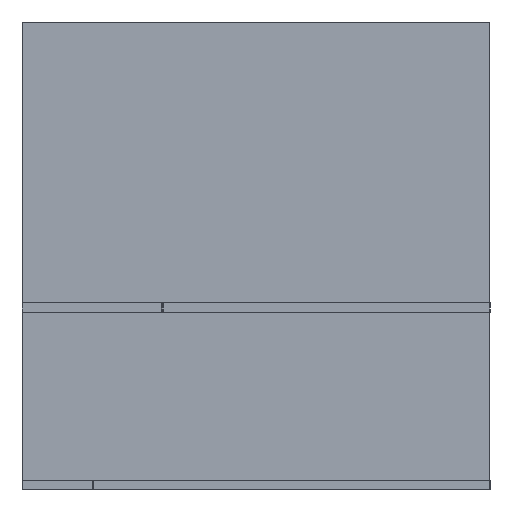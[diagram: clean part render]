
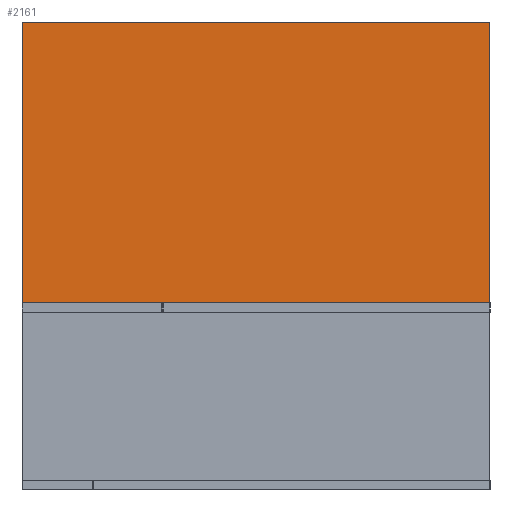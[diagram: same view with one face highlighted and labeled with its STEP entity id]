
A CAD part, left-side view. The second image highlights one B-rep face of the part: STEP entity #2161.
In plain terms, the highlighted planar face has unit normal (-1, 0, 0).
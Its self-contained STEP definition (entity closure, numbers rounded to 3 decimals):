
#359=ORIENTED_EDGE('',*,*,#833,.T.);
#360=ORIENTED_EDGE('',*,*,#834,.F.);
#361=ORIENTED_EDGE('',*,*,#835,.F.);
#362=ORIENTED_EDGE('',*,*,#836,.T.);
#833=EDGE_CURVE('',#1091,#1092,#1321,.T.);
#834=EDGE_CURVE('',#1093,#1092,#1322,.T.);
#835=EDGE_CURVE('',#1094,#1093,#1323,.T.);
#836=EDGE_CURVE('',#1094,#1091,#1324,.T.);
#1091=VERTEX_POINT('',#3634);
#1092=VERTEX_POINT('',#3635);
#1093=VERTEX_POINT('',#3637);
#1094=VERTEX_POINT('',#3639);
#1321=LINE('',#3633,#1577);
#1322=LINE('',#3636,#1578);
#1323=LINE('',#3638,#1579);
#1324=LINE('',#3640,#1580);
#1577=VECTOR('',#3006,1000.);
#1578=VECTOR('',#3007,1000.);
#1579=VECTOR('',#3008,1000.);
#1580=VECTOR('',#3009,1000.);
#1767=EDGE_LOOP('',(#359,#360,#361,#362));
#1911=FACE_BOUND('',#1767,.T.);
#2047=PLANE('',#2657);
#2161=ADVANCED_FACE('',(#1911),#2047,.F.);
#2657=AXIS2_PLACEMENT_3D('',#3632,#3004,#3005);
#3004=DIRECTION('',(1.,0.,0.));
#3005=DIRECTION('',(0.,0.,-1.));
#3006=DIRECTION('',(0.,-1.,0.));
#3007=DIRECTION('',(0.,0.,-1.));
#3008=DIRECTION('',(0.,-1.,0.));
#3009=DIRECTION('',(0.,0.,-1.));
#3632=CARTESIAN_POINT('',(-0.5,0.25,0.3));
#3633=CARTESIAN_POINT('',(-0.5,0.25,0.));
#3634=CARTESIAN_POINT('',(-0.5,0.25,0.));
#3635=CARTESIAN_POINT('',(-0.5,-0.25,0.));
#3636=CARTESIAN_POINT('',(-0.5,-0.25,0.3));
#3637=CARTESIAN_POINT('',(-0.5,-0.25,0.3));
#3638=CARTESIAN_POINT('',(-0.5,0.25,0.3));
#3639=CARTESIAN_POINT('',(-0.5,0.25,0.3));
#3640=CARTESIAN_POINT('',(-0.5,0.25,0.3));
